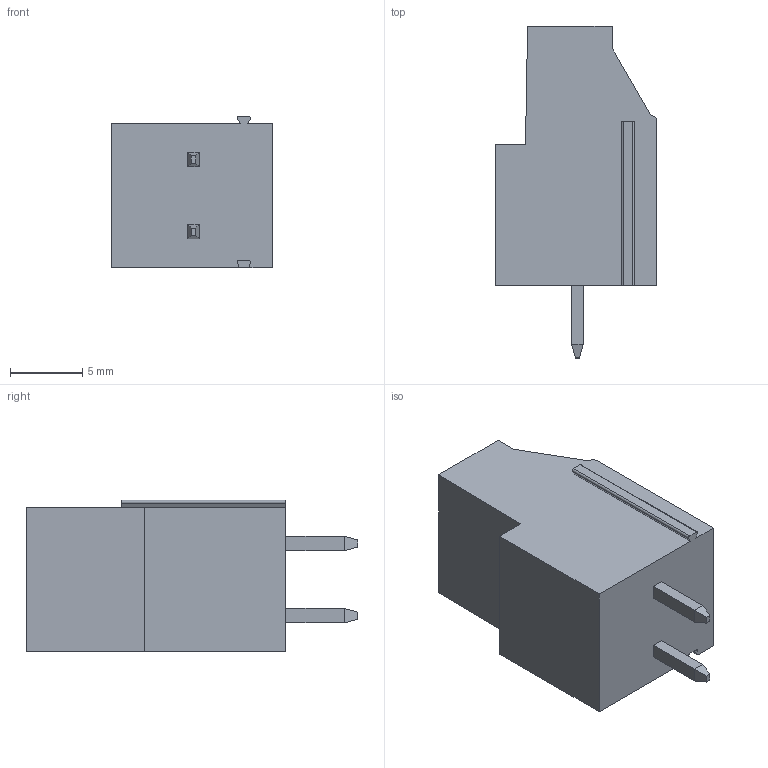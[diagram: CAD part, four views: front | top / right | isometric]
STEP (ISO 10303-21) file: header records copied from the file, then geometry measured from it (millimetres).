
FILE_DESCRIPTION((''),'2;1');
FILE_NAME('PRT0050','2024-10-19T',('yanfa'),(''),'PRO/ENGINEER BY PARAMETRIC TECHNOLOGY CORPORATION, 2009280','PRO/ENGINEER BY PARAMETRIC TECHNOLOGY CORPORATION, 2009280','');
FILE_SCHEMA(('AUTOMOTIVE_DESIGN_CC2 { 1 2 10303 214 -1 1 5 2 }'));
Length unit declared in the file: millimetre
Products named in the file (1): PRT0050
Bounding box: 11.2 x 23 x 10.5 mm (x, y, z)
Volume: 1634 mm3; surface area: 1077.5 mm2
Topology: 1 solids, 1 shells, 97 faces, 243 edges, 154 vertices
Faces by surface type: plane 62, cylinder 23, cone 8, torus 4
Entity records: 2939 total; most frequent: CARTESIAN_POINT 546, DIRECTION 487, ORIENTED_EDGE 486, EDGE_CURVE 243, VECTOR 177, LINE 177, AXIS2_PLACEMENT_3D 155, VERTEX_POINT 154
